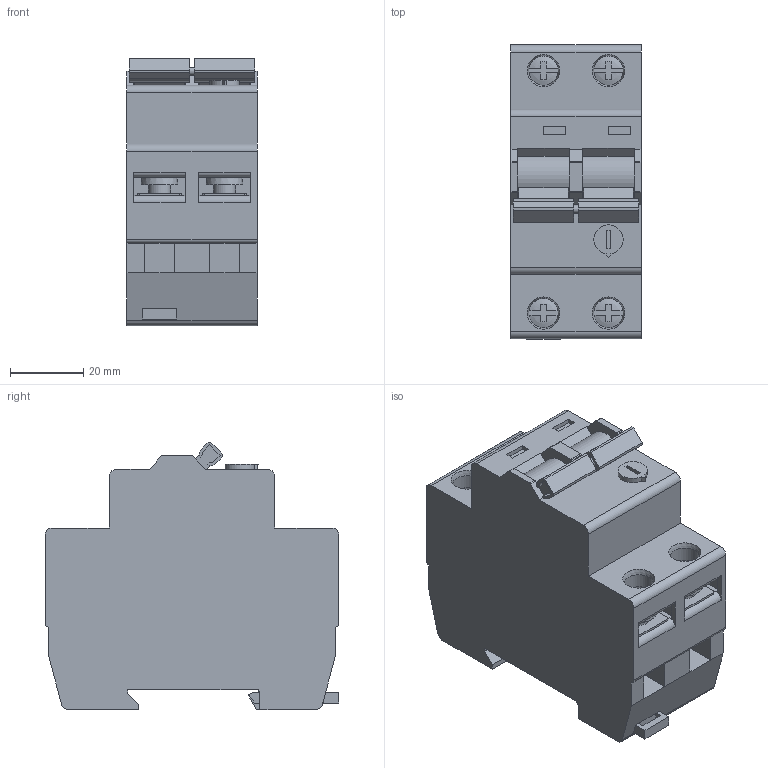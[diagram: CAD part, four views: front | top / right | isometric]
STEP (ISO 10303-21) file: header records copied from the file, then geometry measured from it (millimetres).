
FILE_DESCRIPTION(/* description */ ('STEP AP242','CAx-IF Rec.Pracs.---Representation and Presentation of Product Manufacturing Information (PMI)---4.0---2014-10-13','CAx-IF Rec.Pracs.---3D Tessellated Geometry---0.4---2014-09-14','2;1'),/* implementation_level */ '2;1');
FILE_NAME(/* name */ 'z_ms_2p',/* time_stamp */ '2024-09-18T11:00:08+02:00',/* author */ ('License CC BY-ND 4.0'),/* organization */ ('CADENAS'),/* preprocessor_version */ 'ST-DEVELOPER v19.3',/* originating_system */ 'PARTsolutions',/* authorisation */ ' ');
FILE_SCHEMA (('AP242_MANAGED_MODEL_BASED_3D_ENGINEERING_MIM_LF { 1 0 10303 442 1 1 4 }'));
Length unit declared in the file: millimetre
Products named in the file (1): 248389
Bounding box: 35.4 x 80 x 72.87 mm (x, y, z)
Volume: 149485.1 mm3; surface area: 25753.4 mm2
Topology: 1 solids, 1 shells, 332 faces, 895 edges, 586 vertices
Faces by surface type: plane 256, cylinder 60, sphere 8, cone 8
Full cylindrical faces by diameter (mm): 2.2 x1, 6 x4, 8 x4, 10.3 x4
Entity records: 10252 total; most frequent: CARTESIAN_POINT 1833, ORIENTED_EDGE 1740, DIRECTION 1708, EDGE_CURVE 870, LINE 666, VECTOR 666, VERTEX_POINT 582, AXIS2_PLACEMENT_3D 521
